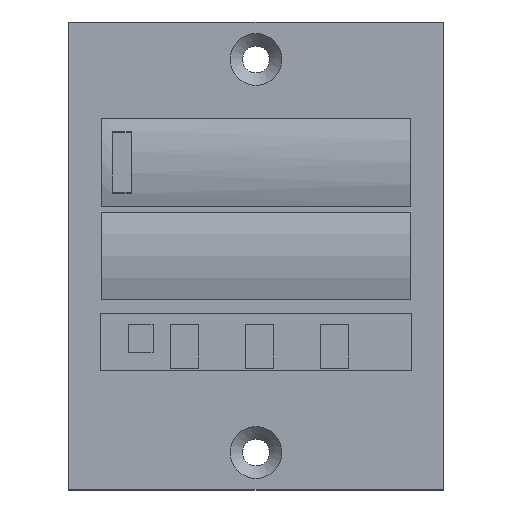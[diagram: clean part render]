
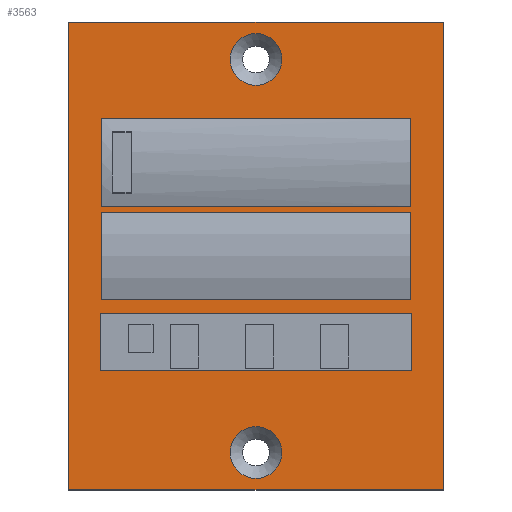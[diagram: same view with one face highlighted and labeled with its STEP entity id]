
A CAD part, top view. The second image highlights one B-rep face of the part: STEP entity #3563.
In plain terms, the highlighted planar face has unit normal (0, 0, 1).
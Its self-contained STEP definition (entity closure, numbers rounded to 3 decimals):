
#69=LINE('',#4685,#361);
#73=LINE('',#4693,#365);
#76=LINE('',#4699,#368);
#78=LINE('',#4702,#370);
#79=LINE('',#4708,#371);
#80=LINE('',#4711,#372);
#81=LINE('',#4713,#373);
#82=LINE('',#4715,#374);
#83=LINE('',#4716,#375);
#84=LINE('',#4719,#376);
#85=LINE('',#4721,#377);
#86=LINE('',#4723,#378);
#87=LINE('',#4724,#379);
#88=LINE('',#4727,#380);
#89=LINE('',#4729,#381);
#90=LINE('',#4731,#382);
#361=VECTOR('',#3972,1000.);
#365=VECTOR('',#3978,1000.);
#368=VECTOR('',#3983,1000.);
#370=VECTOR('',#3987,1000.);
#371=VECTOR('',#3994,1000.);
#372=VECTOR('',#3995,1000.);
#373=VECTOR('',#3996,1000.);
#374=VECTOR('',#3997,1000.);
#375=VECTOR('',#3998,1000.);
#376=VECTOR('',#3999,1000.);
#377=VECTOR('',#4000,1000.);
#378=VECTOR('',#4001,1000.);
#379=VECTOR('',#4002,1000.);
#380=VECTOR('',#4003,1000.);
#381=VECTOR('',#4004,1000.);
#382=VECTOR('',#4005,1000.);
#680=ORIENTED_EDGE('',*,*,#1356,.T.);
#681=ORIENTED_EDGE('',*,*,#1357,.T.);
#682=ORIENTED_EDGE('',*,*,#1358,.F.);
#683=ORIENTED_EDGE('',*,*,#1359,.T.);
#684=ORIENTED_EDGE('',*,*,#1360,.T.);
#685=ORIENTED_EDGE('',*,*,#1361,.F.);
#686=ORIENTED_EDGE('',*,*,#1362,.F.);
#687=ORIENTED_EDGE('',*,*,#1363,.T.);
#688=ORIENTED_EDGE('',*,*,#1364,.T.);
#689=ORIENTED_EDGE('',*,*,#1365,.F.);
#690=ORIENTED_EDGE('',*,*,#1366,.F.);
#691=ORIENTED_EDGE('',*,*,#1367,.T.);
#692=ORIENTED_EDGE('',*,*,#1368,.T.);
#693=ORIENTED_EDGE('',*,*,#1369,.F.);
#694=ORIENTED_EDGE('',*,*,#1346,.T.);
#695=ORIENTED_EDGE('',*,*,#1350,.T.);
#696=ORIENTED_EDGE('',*,*,#1353,.T.);
#697=ORIENTED_EDGE('',*,*,#1355,.T.);
#1346=EDGE_CURVE('',#1687,#1686,#69,.T.);
#1350=EDGE_CURVE('',#1686,#1689,#73,.T.);
#1353=EDGE_CURVE('',#1689,#1691,#76,.T.);
#1355=EDGE_CURVE('',#1691,#1687,#78,.T.);
#1356=EDGE_CURVE('',#1692,#1692,#1901,.T.);
#1357=EDGE_CURVE('',#1693,#1693,#1902,.T.);
#1358=EDGE_CURVE('',#1694,#1695,#79,.T.);
#1359=EDGE_CURVE('',#1694,#1696,#80,.T.);
#1360=EDGE_CURVE('',#1696,#1697,#81,.T.);
#1361=EDGE_CURVE('',#1695,#1697,#82,.T.);
#1362=EDGE_CURVE('',#1698,#1699,#83,.T.);
#1363=EDGE_CURVE('',#1698,#1700,#84,.T.);
#1364=EDGE_CURVE('',#1700,#1701,#85,.T.);
#1365=EDGE_CURVE('',#1699,#1701,#86,.T.);
#1366=EDGE_CURVE('',#1702,#1703,#87,.T.);
#1367=EDGE_CURVE('',#1702,#1704,#88,.T.);
#1368=EDGE_CURVE('',#1704,#1705,#89,.T.);
#1369=EDGE_CURVE('',#1703,#1705,#90,.T.);
#1686=VERTEX_POINT('',#4684);
#1687=VERTEX_POINT('',#4686);
#1689=VERTEX_POINT('',#4692);
#1691=VERTEX_POINT('',#4698);
#1692=VERTEX_POINT('',#4705);
#1693=VERTEX_POINT('',#4707);
#1694=VERTEX_POINT('',#4709);
#1695=VERTEX_POINT('',#4710);
#1696=VERTEX_POINT('',#4712);
#1697=VERTEX_POINT('',#4714);
#1698=VERTEX_POINT('',#4717);
#1699=VERTEX_POINT('',#4718);
#1700=VERTEX_POINT('',#4720);
#1701=VERTEX_POINT('',#4722);
#1702=VERTEX_POINT('',#4725);
#1703=VERTEX_POINT('',#4726);
#1704=VERTEX_POINT('',#4728);
#1705=VERTEX_POINT('',#4730);
#1901=CIRCLE('',#3733,4.15);
#1902=CIRCLE('',#3734,4.15);
#1955=EDGE_LOOP('',(#680));
#1956=EDGE_LOOP('',(#681));
#1957=EDGE_LOOP('',(#682,#683,#684,#685));
#1958=EDGE_LOOP('',(#686,#687,#688,#689));
#1959=EDGE_LOOP('',(#690,#691,#692,#693));
#1960=EDGE_LOOP('',(#694,#695,#696,#697));
#2163=FACE_BOUND('',#1955,.T.);
#2164=FACE_BOUND('',#1956,.T.);
#2165=FACE_BOUND('',#1957,.T.);
#2166=FACE_BOUND('',#1958,.T.);
#2167=FACE_BOUND('',#1959,.T.);
#2168=FACE_BOUND('',#1960,.T.);
#2363=PLANE('',#3732);
#3563=ADVANCED_FACE('',(#2163,#2164,#2165,#2166,#2167,#2168),#2363,.T.);
#3732=AXIS2_PLACEMENT_3D('',#4703,#3988,#3989);
#3733=AXIS2_PLACEMENT_3D('',#4704,#3990,#3991);
#3734=AXIS2_PLACEMENT_3D('',#4706,#3992,#3993);
#3972=DIRECTION('',(-1.,0.,0.));
#3978=DIRECTION('',(0.,-1.,0.));
#3983=DIRECTION('',(1.,0.,0.));
#3987=DIRECTION('',(0.,1.,0.));
#3988=DIRECTION('',(0.,0.,1.));
#3989=DIRECTION('',(1.,0.,0.));
#3990=DIRECTION('',(0.,0.,-1.));
#3991=DIRECTION('',(-1.,0.,0.));
#3992=DIRECTION('',(0.,0.,-1.));
#3993=DIRECTION('',(-1.,0.,0.));
#3994=DIRECTION('',(0.,1.,0.));
#3995=DIRECTION('',(-1.,0.,0.));
#3996=DIRECTION('',(0.,1.,0.));
#3997=DIRECTION('',(-1.,0.,0.));
#3998=DIRECTION('',(0.,1.,0.));
#3999=DIRECTION('',(-1.,0.,0.));
#4000=DIRECTION('',(0.,1.,0.));
#4001=DIRECTION('',(-1.,0.,0.));
#4002=DIRECTION('',(0.,1.,0.));
#4003=DIRECTION('',(-1.,0.,0.));
#4004=DIRECTION('',(0.,1.,0.));
#4005=DIRECTION('',(-1.,0.,0.));
#4684=CARTESIAN_POINT('',(-30.,37.5,3.));
#4685=CARTESIAN_POINT('',(30.,37.5,3.));
#4686=CARTESIAN_POINT('',(30.,37.5,3.));
#4692=CARTESIAN_POINT('',(-30.,-37.5,3.));
#4693=CARTESIAN_POINT('',(-30.,37.5,3.));
#4698=CARTESIAN_POINT('',(30.,-37.5,3.));
#4699=CARTESIAN_POINT('',(-30.,-37.5,3.));
#4702=CARTESIAN_POINT('',(30.,-37.5,3.));
#4703=CARTESIAN_POINT('',(0.,0.,3.));
#4704=CARTESIAN_POINT('',(0.,-31.5,3.));
#4705=CARTESIAN_POINT('',(-4.15,-31.5,3.));
#4706=CARTESIAN_POINT('',(0.,31.5,3.));
#4707=CARTESIAN_POINT('',(-4.15,31.5,3.));
#4708=CARTESIAN_POINT('',(24.85,-18.3,3.));
#4709=CARTESIAN_POINT('',(24.85,-18.3,3.));
#4710=CARTESIAN_POINT('',(24.85,-9.3,3.));
#4711=CARTESIAN_POINT('',(24.85,-18.3,3.));
#4712=CARTESIAN_POINT('',(-24.85,-18.3,3.));
#4713=CARTESIAN_POINT('',(-24.85,-18.3,3.));
#4714=CARTESIAN_POINT('',(-24.85,-9.3,3.));
#4715=CARTESIAN_POINT('',(24.85,-9.3,3.));
#4716=CARTESIAN_POINT('',(24.75,8.003,3.));
#4717=CARTESIAN_POINT('',(24.75,8.003,3.));
#4718=CARTESIAN_POINT('',(24.75,21.997,3.));
#4719=CARTESIAN_POINT('',(24.75,8.003,3.));
#4720=CARTESIAN_POINT('',(-24.75,8.003,3.));
#4721=CARTESIAN_POINT('',(-24.75,8.003,3.));
#4722=CARTESIAN_POINT('',(-24.75,21.997,3.));
#4723=CARTESIAN_POINT('',(24.75,21.997,3.));
#4724=CARTESIAN_POINT('',(24.75,-6.997,3.));
#4725=CARTESIAN_POINT('',(24.75,-6.997,3.));
#4726=CARTESIAN_POINT('',(24.75,6.997,3.));
#4727=CARTESIAN_POINT('',(24.75,-6.997,3.));
#4728=CARTESIAN_POINT('',(-24.75,-6.997,3.));
#4729=CARTESIAN_POINT('',(-24.75,-6.997,3.));
#4730=CARTESIAN_POINT('',(-24.75,6.997,3.));
#4731=CARTESIAN_POINT('',(24.75,6.997,3.));
